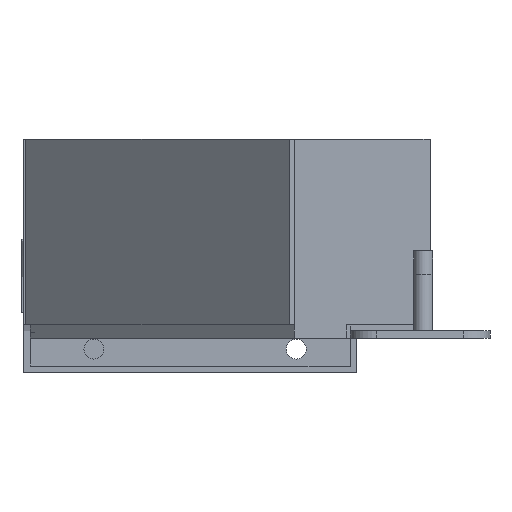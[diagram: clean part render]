
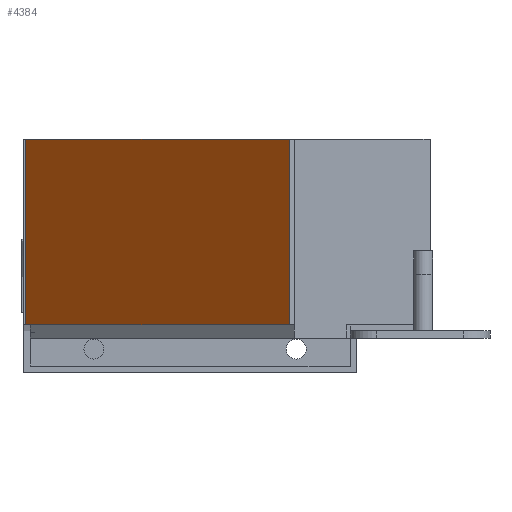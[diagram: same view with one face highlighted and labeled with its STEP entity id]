
A CAD part, left-side view. The second image highlights one B-rep face of the part: STEP entity #4384.
In plain terms, the highlighted planar face has unit normal (-0.707, 0.707, 0).
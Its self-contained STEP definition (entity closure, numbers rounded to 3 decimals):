
#554=FACE_OUTER_BOUND('',#814,.T.);
#814=EDGE_LOOP('',(#3968,#3969,#3970,#3971));
#1249=LINE('',#7696,#1692);
#1250=LINE('',#7698,#1693);
#1251=LINE('',#7700,#1694);
#1252=LINE('',#7701,#1695);
#1692=VECTOR('',#5325,10.);
#1693=VECTOR('',#5326,10.);
#1694=VECTOR('',#5327,10.);
#1695=VECTOR('',#5328,10.);
#2105=VERTEX_POINT('',#7694);
#2106=VERTEX_POINT('',#7695);
#2107=VERTEX_POINT('',#7697);
#2108=VERTEX_POINT('',#7699);
#2729=EDGE_CURVE('',#2105,#2106,#1249,.T.);
#2730=EDGE_CURVE('',#2106,#2107,#1250,.T.);
#2731=EDGE_CURVE('',#2107,#2108,#1251,.T.);
#2732=EDGE_CURVE('',#2108,#2105,#1252,.T.);
#3968=ORIENTED_EDGE('',*,*,#2729,.T.);
#3969=ORIENTED_EDGE('',*,*,#2730,.T.);
#3970=ORIENTED_EDGE('',*,*,#2731,.T.);
#3971=ORIENTED_EDGE('',*,*,#2732,.T.);
#4151=PLANE('',#4571);
#4384=ADVANCED_FACE('',(#554),#4151,.T.);
#4571=AXIS2_PLACEMENT_3D('',#7693,#5323,#5324);
#5323=DIRECTION('center_axis',(-0.707,0.707,0.));
#5324=DIRECTION('ref_axis',(0.,0.,1.));
#5325=DIRECTION('',(0.,0.,-1.));
#5326=DIRECTION('',(-0.707,-0.707,0.));
#5327=DIRECTION('',(0.,0.,1.));
#5328=DIRECTION('',(0.707,0.707,0.));
#7693=CARTESIAN_POINT('Origin',(-85.512,-20.097,21.109));
#7694=CARTESIAN_POINT('',(-65.707,-0.293,35.035));
#7695=CARTESIAN_POINT('',(-65.707,-0.293,7.182));
#7696=CARTESIAN_POINT('',(-65.707,-0.293,7.182));
#7697=CARTESIAN_POINT('',(-105.316,-39.902,7.182));
#7698=CARTESIAN_POINT('',(-65.707,-0.293,7.182));
#7699=CARTESIAN_POINT('',(-105.316,-39.902,35.035));
#7700=CARTESIAN_POINT('',(-105.316,-39.902,7.182));
#7701=CARTESIAN_POINT('',(-65.707,-0.293,35.035));
